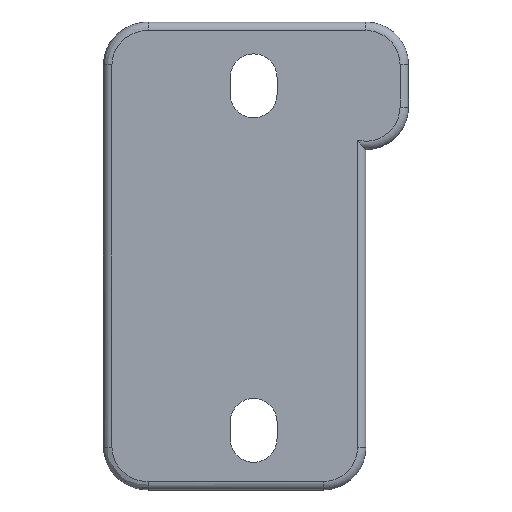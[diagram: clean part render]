
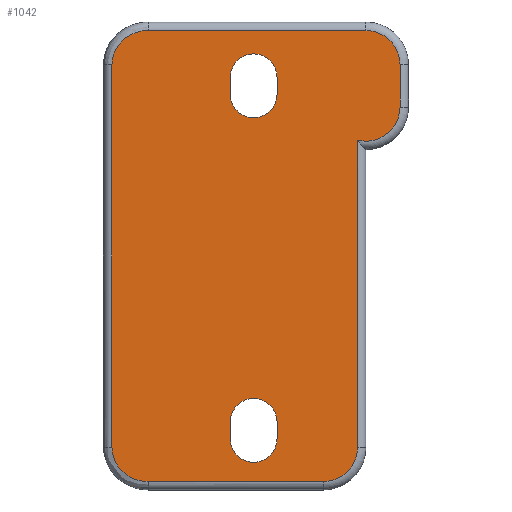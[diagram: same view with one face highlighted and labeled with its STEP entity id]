
A CAD part, left-side view. The second image highlights one B-rep face of the part: STEP entity #1042.
In plain terms, the highlighted planar face has unit normal (-1, 0, 0).
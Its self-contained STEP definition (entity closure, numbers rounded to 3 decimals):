
#70=CARTESIAN_POINT('Vertex',(0.,10.45,8.)) ;
#73=CARTESIAN_POINT('Axis2P3D Location',(0.,13.2,8.)) ;
#77=CARTESIAN_POINT('Vertex',(0.,15.95,8.)) ;
#110=CARTESIAN_POINT('Vertex',(0.,15.95,6.)) ;
#113=CARTESIAN_POINT('Axis2P3D Location',(0.,13.2,6.)) ;
#117=CARTESIAN_POINT('Vertex',(0.,10.45,6.)) ;
#150=CARTESIAN_POINT('Vertex',(0.,10.45,48.5)) ;
#153=CARTESIAN_POINT('Axis2P3D Location',(0.,13.2,48.5)) ;
#157=CARTESIAN_POINT('Vertex',(0.,15.95,48.5)) ;
#190=CARTESIAN_POINT('Vertex',(0.,15.95,46.5)) ;
#193=CARTESIAN_POINT('Axis2P3D Location',(0.,13.2,46.5)) ;
#197=CARTESIAN_POINT('Vertex',(0.,10.45,46.5)) ;
#323=CARTESIAN_POINT('Line Origine',(0.,10.45,47.5)) ;
#345=CARTESIAN_POINT('Line Origine',(0.,15.95,47.5)) ;
#362=CARTESIAN_POINT('Line Origine',(0.,15.95,7.)) ;
#379=CARTESIAN_POINT('Line Origine',(0.,10.45,7.)) ;
#919=CARTESIAN_POINT('Axis2P3D Location',(0.,0.,0.)) ;
#924=CARTESIAN_POINT('Axis2P3D Location',(0.,0.,45.)) ;
#928=CARTESIAN_POINT('Vertex',(0.,1.,41.127)) ;
#930=CARTESIAN_POINT('Vertex',(0.,-4.,45.)) ;
#933=CARTESIAN_POINT('Line Origine',(0.,-4.,47.5)) ;
#937=CARTESIAN_POINT('Vertex',(0.,-4.,50.)) ;
#940=CARTESIAN_POINT('Axis2P3D Location',(0.,0.,50.)) ;
#944=CARTESIAN_POINT('Vertex',(0.,0.,54.)) ;
#947=CARTESIAN_POINT('Line Origine',(0.,12.796,54.)) ;
#951=CARTESIAN_POINT('Vertex',(0.,25.592,54.)) ;
#955=CARTESIAN_POINT('Control Point',(0.,25.592,54.)) ;
#956=CARTESIAN_POINT('Control Point',(0.,25.596,54.)) ;
#957=CARTESIAN_POINT('Control Point',(0.,25.601,54.)) ;
#958=CARTESIAN_POINT('Control Point',(0.,25.605,54.)) ;
#959=CARTESIAN_POINT('Control Point',(0.,26.186,53.998)) ;
#960=CARTESIAN_POINT('Control Point',(0.,26.768,53.903)) ;
#961=CARTESIAN_POINT('Control Point',(0.,27.325,53.716)) ;
#962=CARTESIAN_POINT('Control Point',(0.,28.087,53.31)) ;
#963=CARTESIAN_POINT('Control Point',(0.,28.716,52.737)) ;
#964=CARTESIAN_POINT('Control Point',(0.,28.903,52.536)) ;
#965=CARTESIAN_POINT('Control Point',(0.,29.347,51.968)) ;
#966=CARTESIAN_POINT('Control Point',(0.,29.654,51.314)) ;
#967=CARTESIAN_POINT('Control Point',(0.,29.784,50.884)) ;
#968=CARTESIAN_POINT('Control Point',(0.,29.849,50.442)) ;
#969=CARTESIAN_POINT('Control Point',(0.,29.849,50.)) ;
#970=CARTESIAN_POINT('Vertex',(0.,29.849,50.)) ;
#973=CARTESIAN_POINT('Line Origine',(0.,29.849,27.5)) ;
#977=CARTESIAN_POINT('Vertex',(0.,29.849,5.)) ;
#981=CARTESIAN_POINT('Control Point',(0.,29.849,5.)) ;
#982=CARTESIAN_POINT('Control Point',(0.,29.849,4.852)) ;
#983=CARTESIAN_POINT('Control Point',(0.,29.842,4.705)) ;
#984=CARTESIAN_POINT('Control Point',(0.,29.827,4.557)) ;
#985=CARTESIAN_POINT('Control Point',(0.,29.752,4.048)) ;
#986=CARTESIAN_POINT('Control Point',(0.,29.59,3.555)) ;
#987=CARTESIAN_POINT('Control Point',(0.,29.433,3.219)) ;
#988=CARTESIAN_POINT('Control Point',(0.,29.034,2.575)) ;
#989=CARTESIAN_POINT('Control Point',(0.,28.496,2.039)) ;
#990=CARTESIAN_POINT('Control Point',(0.,28.189,1.798)) ;
#991=CARTESIAN_POINT('Control Point',(0.,27.52,1.385)) ;
#992=CARTESIAN_POINT('Control Point',(0.,26.774,1.13)) ;
#993=CARTESIAN_POINT('Control Point',(0.,26.384,1.043)) ;
#994=CARTESIAN_POINT('Control Point',(0.,25.988,1.)) ;
#995=CARTESIAN_POINT('Control Point',(0.,25.592,1.)) ;
#996=CARTESIAN_POINT('Vertex',(0.,25.592,1.)) ;
#999=CARTESIAN_POINT('Line Origine',(0.,15.296,1.)) ;
#1003=CARTESIAN_POINT('Vertex',(0.,5.,1.)) ;
#1006=CARTESIAN_POINT('Axis2P3D Location',(0.,5.,5.)) ;
#1010=CARTESIAN_POINT('Vertex',(0.,1.,5.)) ;
#1013=CARTESIAN_POINT('Line Origine',(0.,1.,23.064)) ;
#74=DIRECTION('Axis2P3D Direction',(-1.,-0.,0.)) ;
#114=DIRECTION('Axis2P3D Direction',(-1.,-0.,0.)) ;
#154=DIRECTION('Axis2P3D Direction',(-1.,-0.,0.)) ;
#194=DIRECTION('Axis2P3D Direction',(-1.,-0.,0.)) ;
#324=DIRECTION('Vector Direction',(0.,0.,-1.)) ;
#346=DIRECTION('Vector Direction',(0.,0.,1.)) ;
#363=DIRECTION('Vector Direction',(0.,0.,-1.)) ;
#380=DIRECTION('Vector Direction',(0.,0.,1.)) ;
#920=DIRECTION('Axis2P3D Direction',(1.,0.,0.)) ;
#921=DIRECTION('Axis2P3D XDirection',(0.,1.,0.)) ;
#925=DIRECTION('Axis2P3D Direction',(1.,0.,0.)) ;
#934=DIRECTION('Vector Direction',(0.,0.,1.)) ;
#941=DIRECTION('Axis2P3D Direction',(1.,0.,0.)) ;
#948=DIRECTION('Vector Direction',(0.,1.,0.)) ;
#974=DIRECTION('Vector Direction',(0.,0.,1.)) ;
#1000=DIRECTION('Vector Direction',(0.,1.,0.)) ;
#1007=DIRECTION('Axis2P3D Direction',(1.,0.,0.)) ;
#1014=DIRECTION('Vector Direction',(0.,0.,1.)) ;
#75=AXIS2_PLACEMENT_3D('Circle Axis2P3D',#73,#74,$) ;
#115=AXIS2_PLACEMENT_3D('Circle Axis2P3D',#113,#114,$) ;
#155=AXIS2_PLACEMENT_3D('Circle Axis2P3D',#153,#154,$) ;
#195=AXIS2_PLACEMENT_3D('Circle Axis2P3D',#193,#194,$) ;
#922=AXIS2_PLACEMENT_3D('Plane Axis2P3D',#919,#920,#921) ;
#926=AXIS2_PLACEMENT_3D('Circle Axis2P3D',#924,#925,$) ;
#942=AXIS2_PLACEMENT_3D('Circle Axis2P3D',#940,#941,$) ;
#1008=AXIS2_PLACEMENT_3D('Circle Axis2P3D',#1006,#1007,$) ;
#1019=ORIENTED_EDGE('',*,*,#932,.T.) ;
#1020=ORIENTED_EDGE('',*,*,#939,.T.) ;
#1021=ORIENTED_EDGE('',*,*,#946,.T.) ;
#1022=ORIENTED_EDGE('',*,*,#953,.T.) ;
#1023=ORIENTED_EDGE('',*,*,#972,.T.) ;
#1024=ORIENTED_EDGE('',*,*,#979,.T.) ;
#1025=ORIENTED_EDGE('',*,*,#998,.T.) ;
#1026=ORIENTED_EDGE('',*,*,#1005,.T.) ;
#1027=ORIENTED_EDGE('',*,*,#1012,.T.) ;
#1028=ORIENTED_EDGE('',*,*,#1017,.T.) ;
#1031=ORIENTED_EDGE('',*,*,#366,.F.) ;
#1032=ORIENTED_EDGE('',*,*,#79,.F.) ;
#1033=ORIENTED_EDGE('',*,*,#383,.F.) ;
#1034=ORIENTED_EDGE('',*,*,#119,.F.) ;
#1037=ORIENTED_EDGE('',*,*,#349,.F.) ;
#1038=ORIENTED_EDGE('',*,*,#159,.F.) ;
#1039=ORIENTED_EDGE('',*,*,#327,.F.) ;
#1040=ORIENTED_EDGE('',*,*,#199,.F.) ;
#1035=FACE_BOUND('',#1030,.T.) ;
#1041=FACE_BOUND('',#1036,.T.) ;
#325=VECTOR('Line Direction',#324,1.) ;
#347=VECTOR('Line Direction',#346,1.) ;
#364=VECTOR('Line Direction',#363,1.) ;
#381=VECTOR('Line Direction',#380,1.) ;
#935=VECTOR('Line Direction',#934,1.) ;
#949=VECTOR('Line Direction',#948,1.) ;
#975=VECTOR('Line Direction',#974,1.) ;
#1001=VECTOR('Line Direction',#1000,1.) ;
#1015=VECTOR('Line Direction',#1014,1.) ;
#1042=ADVANCED_FACE('PartBody',(#1029,#1035,#1041),#923,.F.) ;
#954=B_SPLINE_CURVE_WITH_KNOTS('',5,(#955,#956,#957,#958,#959,#960,#961,#962,#963,#964,#965,#966,#967,#968,#969),.UNSPECIFIED.,.F.,.U.,(6,3,3,3,6),(15.39,15.423,19.985,22.165,25.703),.UNSPECIFIED.) ;
#980=B_SPLINE_CURVE_WITH_KNOTS('',5,(#981,#982,#983,#984,#985,#986,#987,#988,#989,#990,#991,#992,#993,#994,#995),.UNSPECIFIED.,.F.,.U.,(6,3,3,3,6),(15.55,16.732,19.666,22.735,25.863),.UNSPECIFIED.) ;
#76=CIRCLE('generated circle',#75,2.75) ;
#116=CIRCLE('generated circle',#115,2.75) ;
#156=CIRCLE('generated circle',#155,2.75) ;
#196=CIRCLE('generated circle',#195,2.75) ;
#927=CIRCLE('generated circle',#926,4.) ;
#943=CIRCLE('generated circle',#942,4.) ;
#1009=CIRCLE('generated circle',#1008,4.) ;
#79=EDGE_CURVE('',#71,#78,#76,.T.) ;
#119=EDGE_CURVE('',#111,#118,#116,.T.) ;
#159=EDGE_CURVE('',#151,#158,#156,.T.) ;
#199=EDGE_CURVE('',#191,#198,#196,.T.) ;
#327=EDGE_CURVE('',#198,#151,#326,.F.) ;
#349=EDGE_CURVE('',#158,#191,#348,.F.) ;
#366=EDGE_CURVE('',#78,#111,#365,.T.) ;
#383=EDGE_CURVE('',#118,#71,#382,.T.) ;
#932=EDGE_CURVE('',#929,#931,#927,.F.) ;
#939=EDGE_CURVE('',#931,#938,#936,.T.) ;
#946=EDGE_CURVE('',#938,#945,#943,.F.) ;
#953=EDGE_CURVE('',#945,#952,#950,.T.) ;
#972=EDGE_CURVE('',#952,#971,#954,.T.) ;
#979=EDGE_CURVE('',#971,#978,#976,.F.) ;
#998=EDGE_CURVE('',#978,#997,#980,.T.) ;
#1005=EDGE_CURVE('',#997,#1004,#1002,.F.) ;
#1012=EDGE_CURVE('',#1004,#1011,#1009,.F.) ;
#1017=EDGE_CURVE('',#1011,#929,#1016,.T.) ;
#1018=EDGE_LOOP('',(#1019,#1020,#1021,#1022,#1023,#1024,#1025,#1026,#1027,#1028)) ;
#1030=EDGE_LOOP('',(#1031,#1032,#1033,#1034)) ;
#1036=EDGE_LOOP('',(#1037,#1038,#1039,#1040)) ;
#1029=FACE_OUTER_BOUND('',#1018,.T.) ;
#326=LINE('Line',#323,#325) ;
#348=LINE('Line',#345,#347) ;
#365=LINE('Line',#362,#364) ;
#382=LINE('Line',#379,#381) ;
#936=LINE('Line',#933,#935) ;
#950=LINE('Line',#947,#949) ;
#976=LINE('Line',#973,#975) ;
#1002=LINE('Line',#999,#1001) ;
#1016=LINE('Line',#1013,#1015) ;
#923=PLANE('',#922) ;
#71=VERTEX_POINT('',#70) ;
#78=VERTEX_POINT('',#77) ;
#111=VERTEX_POINT('',#110) ;
#118=VERTEX_POINT('',#117) ;
#151=VERTEX_POINT('',#150) ;
#158=VERTEX_POINT('',#157) ;
#191=VERTEX_POINT('',#190) ;
#198=VERTEX_POINT('',#197) ;
#929=VERTEX_POINT('',#928) ;
#931=VERTEX_POINT('',#930) ;
#938=VERTEX_POINT('',#937) ;
#945=VERTEX_POINT('',#944) ;
#952=VERTEX_POINT('',#951) ;
#971=VERTEX_POINT('',#970) ;
#978=VERTEX_POINT('',#977) ;
#997=VERTEX_POINT('',#996) ;
#1004=VERTEX_POINT('',#1003) ;
#1011=VERTEX_POINT('',#1010) ;
